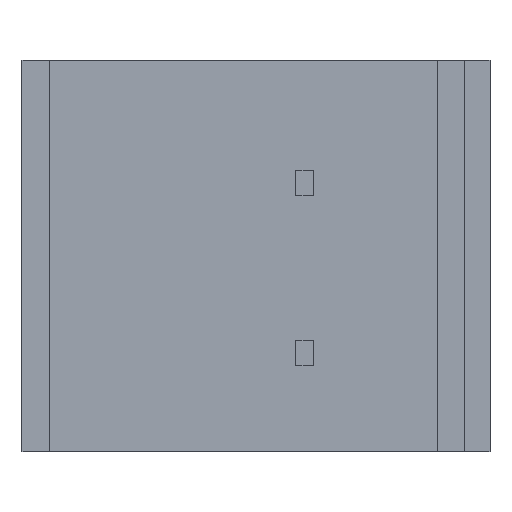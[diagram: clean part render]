
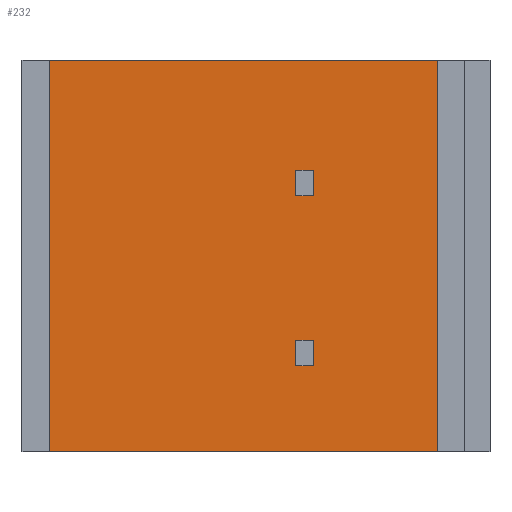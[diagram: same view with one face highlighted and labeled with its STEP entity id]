
A CAD part, front view. The second image highlights one B-rep face of the part: STEP entity #232.
In plain terms, the highlighted planar face has unit normal (0, -1, 0).
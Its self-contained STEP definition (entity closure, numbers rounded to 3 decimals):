
#232 = ADVANCED_FACE( '', ( #478, #479, #480 ), #481, .F. );
#478 = FACE_BOUND( '', #735, .T. );
#479 = FACE_OUTER_BOUND( '', #736, .T. );
#480 = FACE_BOUND( '', #737, .T. );
#481 = PLANE( '', #738 );
#735 = EDGE_LOOP( '', ( #1386, #1387, #1388, #1389 ) );
#736 = EDGE_LOOP( '', ( #1390, #1391, #1392, #1393 ) );
#737 = EDGE_LOOP( '', ( #1394, #1395, #1396, #1397 ) );
#738 = AXIS2_PLACEMENT_3D( '', #1398, #1399, #1400 );
#1386 = ORIENTED_EDGE( '', *, *, #1621, .F. );
#1387 = ORIENTED_EDGE( '', *, *, #1787, .F. );
#1388 = ORIENTED_EDGE( '', *, *, #1713, .F. );
#1389 = ORIENTED_EDGE( '', *, *, #1844, .F. );
#1390 = ORIENTED_EDGE( '', *, *, #1821, .T. );
#1391 = ORIENTED_EDGE( '', *, *, #1842, .F. );
#1392 = ORIENTED_EDGE( '', *, *, #1760, .F. );
#1393 = ORIENTED_EDGE( '', *, *, #1592, .T. );
#1394 = ORIENTED_EDGE( '', *, *, #1722, .F. );
#1395 = ORIENTED_EDGE( '', *, *, #1798, .F. );
#1396 = ORIENTED_EDGE( '', *, *, #1718, .F. );
#1397 = ORIENTED_EDGE( '', *, *, #1831, .F. );
#1398 = CARTESIAN_POINT( '', ( -7.5, 0.4, 10. ) );
#1399 = DIRECTION( '', ( 0., 1., 0. ) );
#1400 = DIRECTION( '', ( 0., 0., 1. ) );
#1592 = EDGE_CURVE( '', #1915, #1913, #1916, .T. );
#1621 = EDGE_CURVE( '', #1966, #1969, #1970, .T. );
#1713 = EDGE_CURVE( '', #2116, #2119, #2120, .T. );
#1718 = EDGE_CURVE( '', #2125, #2127, #2128, .T. );
#1722 = EDGE_CURVE( '', #2131, #2133, #2134, .T. );
#1760 = EDGE_CURVE( '', #1915, #2188, #2189, .T. );
#1787 = EDGE_CURVE( '', #2119, #1966, #2226, .T. );
#1798 = EDGE_CURVE( '', #2127, #2131, #2239, .T. );
#1821 = EDGE_CURVE( '', #1913, #2268, #2270, .T. );
#1831 = EDGE_CURVE( '', #2133, #2125, #2282, .T. );
#1842 = EDGE_CURVE( '', #2188, #2268, #2295, .T. );
#1844 = EDGE_CURVE( '', #1969, #2116, #2297, .T. );
#1913 = VERTEX_POINT( '', #2377 );
#1915 = VERTEX_POINT( '', #2380 );
#1916 = LINE( '', #2381, #2382 );
#1966 = VERTEX_POINT( '', #2455 );
#1969 = VERTEX_POINT( '', #2459 );
#1970 = LINE( '', #2460, #2461 );
#2116 = VERTEX_POINT( '', #2674 );
#2119 = VERTEX_POINT( '', #2678 );
#2120 = LINE( '', #2679, #2680 );
#2125 = VERTEX_POINT( '', #2687 );
#2127 = VERTEX_POINT( '', #2690 );
#2128 = LINE( '', #2691, #2692 );
#2131 = VERTEX_POINT( '', #2696 );
#2133 = VERTEX_POINT( '', #2699 );
#2134 = LINE( '', #2700, #2701 );
#2188 = VERTEX_POINT( '', #2783 );
#2189 = LINE( '', #2784, #2785 );
#2226 = LINE( '', #2837, #2838 );
#2239 = LINE( '', #2857, #2858 );
#2268 = VERTEX_POINT( '', #2897 );
#2270 = LINE( '', #2900, #2901 );
#2282 = LINE( '', #2916, #2917 );
#2295 = LINE( '', #2936, #2937 );
#2297 = LINE( '', #2939, #2940 );
#2377 = CARTESIAN_POINT( '', ( -7.5, 0.4, 0. ) );
#2380 = CARTESIAN_POINT( '', ( -7.5, 0.4, 11.5 ) );
#2381 = CARTESIAN_POINT( '', ( -7.5, 0.4, 10. ) );
#2382 = VECTOR( '', #3015, 1000. );
#2455 = CARTESIAN_POINT( '', ( -0.25, 0.4, 2.525 ) );
#2459 = CARTESIAN_POINT( '', ( 0.25, 0.4, 2.525 ) );
#2460 = CARTESIAN_POINT( '', ( -7.5, 0.4, 2.525 ) );
#2461 = VECTOR( '', #3043, 1000. );
#2674 = CARTESIAN_POINT( '', ( 0.25, 0.4, 3.275 ) );
#2678 = CARTESIAN_POINT( '', ( -0.25, 0.4, 3.275 ) );
#2679 = CARTESIAN_POINT( '', ( -7.5, 0.4, 3.275 ) );
#2680 = VECTOR( '', #3136, 1000. );
#2687 = CARTESIAN_POINT( '', ( 0.25, 0.4, 8.275 ) );
#2690 = CARTESIAN_POINT( '', ( -0.25, 0.4, 8.275 ) );
#2691 = CARTESIAN_POINT( '', ( -7.5, 0.4, 8.275 ) );
#2692 = VECTOR( '', #3140, 1000. );
#2696 = CARTESIAN_POINT( '', ( -0.25, 0.4, 7.525 ) );
#2699 = CARTESIAN_POINT( '', ( 0.25, 0.4, 7.525 ) );
#2700 = CARTESIAN_POINT( '', ( -7.5, 0.4, 7.525 ) );
#2701 = VECTOR( '', #3143, 1000. );
#2783 = CARTESIAN_POINT( '', ( 3.9, 0.4, 11.5 ) );
#2784 = CARTESIAN_POINT( '', ( -7.5, 0.4, 11.5 ) );
#2785 = VECTOR( '', #3175, 1000. );
#2837 = CARTESIAN_POINT( '', ( -0.25, 0.4, 10. ) );
#2838 = VECTOR( '', #3206, 1000. );
#2857 = CARTESIAN_POINT( '', ( -0.25, 0.4, 10. ) );
#2858 = VECTOR( '', #3213, 1000. );
#2897 = CARTESIAN_POINT( '', ( 3.9, 0.4, 0. ) );
#2900 = CARTESIAN_POINT( '', ( -7.5, 0.4, 0. ) );
#2901 = VECTOR( '', #3234, 1000. );
#2916 = CARTESIAN_POINT( '', ( 0.25, 0.4, 10. ) );
#2917 = VECTOR( '', #3244, 1000. );
#2936 = CARTESIAN_POINT( '', ( 3.9, 0.4, 10. ) );
#2937 = VECTOR( '', #3251, 1000. );
#2939 = CARTESIAN_POINT( '', ( 0.25, 0.4, 10. ) );
#2940 = VECTOR( '', #3252, 1000. );
#3015 = DIRECTION( '', ( 0., 0., -1. ) );
#3043 = DIRECTION( '', ( 1., 0., 0. ) );
#3136 = DIRECTION( '', ( -1., 0., 0. ) );
#3140 = DIRECTION( '', ( -1., 0., 0. ) );
#3143 = DIRECTION( '', ( 1., 0., 0. ) );
#3175 = DIRECTION( '', ( 1., 0., 0. ) );
#3206 = DIRECTION( '', ( 0., 0., -1. ) );
#3213 = DIRECTION( '', ( 0., 0., -1. ) );
#3234 = DIRECTION( '', ( 1., 0., 0. ) );
#3244 = DIRECTION( '', ( 0., 0., 1. ) );
#3251 = DIRECTION( '', ( 0., 0., -1. ) );
#3252 = DIRECTION( '', ( 0., 0., 1. ) );
